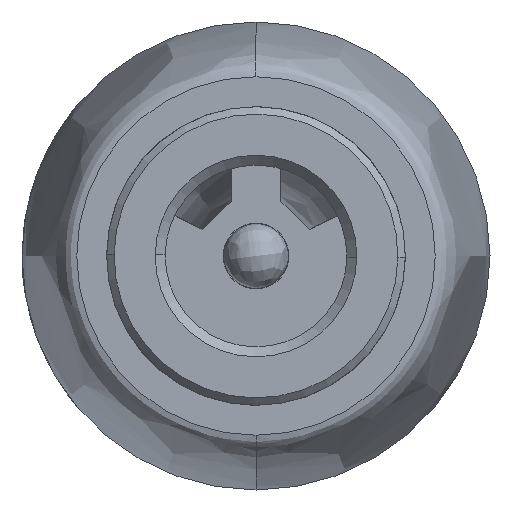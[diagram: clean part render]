
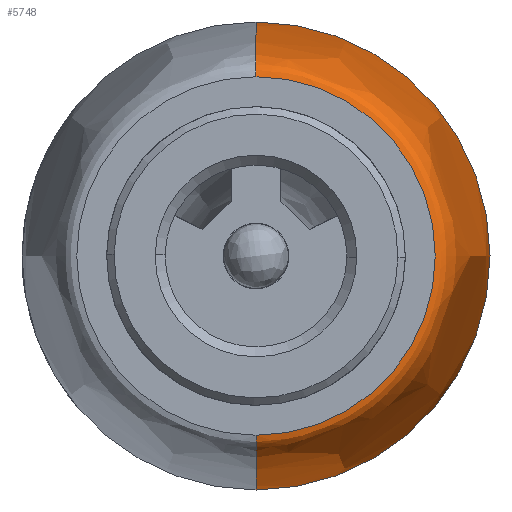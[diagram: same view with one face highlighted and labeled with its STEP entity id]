
A CAD part, left-side view. The second image highlights one B-rep face of the part: STEP entity #5748.
In plain terms, the highlighted free-form (B-spline) face has degree [3, 3] with [4, 4] control points.
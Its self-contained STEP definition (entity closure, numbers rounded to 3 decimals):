
#212 = CARTESIAN_POINT ( 'NONE',  ( 7., -4.558, 0. ) ) ;
#630 = CARTESIAN_POINT ( 'NONE',  ( 7., 3.6, -7.2 ) ) ;
#685 = CARTESIAN_POINT ( 'NONE',  ( 7., -4.558, 0. ) ) ;
#708 = CARTESIAN_POINT ( 'NONE',  ( -1.254, 4.7, 0. ) ) ;
#783 = ORIENTED_EDGE ( 'NONE', *, *, #16230, .F. ) ;
#1353 = EDGE_CURVE ( 'NONE', #13495, #7966, #17120, .T. ) ;
#1377 = EDGE_LOOP ( 'NONE', ( #15890, #15143, #11801, #783, #14214 ) ) ;
#3108 = FACE_OUTER_BOUND ( 'NONE', #1377, .T. ) ;
#3168 = CARTESIAN_POINT ( 'NONE',  ( 7., -3.6, 0. ) ) ;
#3322 = VERTEX_POINT ( 'NONE', #16313 ) ;
#3464 = CARTESIAN_POINT ( 'NONE',  ( 0.926, 4.7, -9.4 ) ) ;
#4434 = AXIS2_PLACEMENT_3D ( 'NONE', #4994, #6299, #14616 ) ;
#4840 = CARTESIAN_POINT ( 'NONE',  ( 7., 3.6, 0. ) ) ;
#4902 = CARTESIAN_POINT ( 'NONE',  ( 0.926, -4.7, -9.4 ) ) ;
#4994 = CARTESIAN_POINT ( 'NONE',  ( -1.254, 0., 0. ) ) ;
#5621 = CARTESIAN_POINT ( 'NONE',  ( -1.254, 0., -4.7 ) ) ;
#5748 = ADVANCED_FACE ( 'NONE', ( #3108 ), #17548, .F. ) ;
#6126 = CARTESIAN_POINT ( 'NONE',  ( 7., 3.6, 0. ) ) ;
#6291 = CARTESIAN_POINT ( 'NONE',  ( 7., 4.558, 0. ) ) ;
#6299 = DIRECTION ( 'NONE',  ( -1., 0., 0. ) ) ;
#6722 = DIRECTION ( 'NONE',  ( 0., 0., 1. ) ) ;
#7236 = CARTESIAN_POINT ( 'NONE',  ( 0.926, -4.7, 0. ) ) ;
#7589 = CARTESIAN_POINT ( 'NONE',  ( 7., 4.558, 0. ) ) ;
#7657 = CARTESIAN_POINT ( 'NONE',  ( -1.254, 4.7, -9.4 ) ) ;
#7850 = DIRECTION ( 'NONE',  ( -1., 0., 0. ) ) ;
#7966 = VERTEX_POINT ( 'NONE', #17964 ) ;
#8821 = VERTEX_POINT ( 'NONE', #13902 ) ;
#8926 = CIRCLE ( 'NONE', #17240, 4.7 ) ;
#8965 = CARTESIAN_POINT ( 'NONE',  ( 7., -4.558, -9.117 ) ) ;
#9026 = CARTESIAN_POINT ( 'NONE',  ( -1.254, -4.7, 0. ) ) ;
#10293 = CARTESIAN_POINT ( 'NONE',  ( 7., -3.6, -7.2 ) ) ;
#10443 = EDGE_CURVE ( 'NONE', #17262, #7966, #13550, .T. ) ;
#11296 = CARTESIAN_POINT ( 'NONE',  ( -1.254, -4.7, 0. ) ) ;
#11765 = CARTESIAN_POINT ( 'NONE',  ( 0.926, 4.7, 0. ) ) ;
#11801 = ORIENTED_EDGE ( 'NONE', *, *, #1353, .F. ) ;
#12279 = CARTESIAN_POINT ( 'NONE',  ( 7., 0., 0. ) ) ;
#12459 = DIRECTION ( 'NONE',  ( -1., 0., 0. ) ) ;
#12926 = CARTESIAN_POINT ( 'NONE',  ( 0.926, 4.7, 0. ) ) ;
#13010 = B_SPLINE_CURVE_WITH_KNOTS ( 'NONE', 3,
 ( #6126, #6291, #12926, #708 ),
 .UNSPECIFIED., .F., .F.,
 ( 4, 4 ),
 ( 0., 1. ),
 .UNSPECIFIED. ) ;
#13106 = EDGE_CURVE ( 'NONE', #3322, #8821, #13010, .T. ) ;
#13495 = VERTEX_POINT ( 'NONE', #5621 ) ;
#13550 = B_SPLINE_CURVE_WITH_KNOTS ( 'NONE', 3,
 ( #3168, #212, #7236, #11296 ),
 .UNSPECIFIED., .F., .F.,
 ( 4, 4 ),
 ( 0., 1. ),
 .UNSPECIFIED. ) ;
#13855 = EDGE_CURVE ( 'NONE', #3322, #17262, #14520, .T. ) ;
#13902 = CARTESIAN_POINT ( 'NONE',  ( -1.254, 4.7, 0. ) ) ;
#14214 = ORIENTED_EDGE ( 'NONE', *, *, #13106, .F. ) ;
#14471 = CARTESIAN_POINT ( 'NONE',  ( 7., -3.6, 0. ) ) ;
#14520 = CIRCLE ( 'NONE', #16050, 3.6 ) ;
#14529 = CARTESIAN_POINT ( 'NONE',  ( 0.926, -4.7, 0. ) ) ;
#14616 = DIRECTION ( 'NONE',  ( 0., 0., 1. ) ) ;
#15143 = ORIENTED_EDGE ( 'NONE', *, *, #10443, .T. ) ;
#15766 = CARTESIAN_POINT ( 'NONE',  ( 7., -3.6, 0. ) ) ;
#15890 = ORIENTED_EDGE ( 'NONE', *, *, #13855, .T. ) ;
#15933 = CARTESIAN_POINT ( 'NONE',  ( -1.254, 4.7, 0. ) ) ;
#16050 = AXIS2_PLACEMENT_3D ( 'NONE', #12279, #12459, #6722 ) ;
#16230 = EDGE_CURVE ( 'NONE', #8821, #13495, #8926, .T. ) ;
#16313 = CARTESIAN_POINT ( 'NONE',  ( 7., 3.6, 0. ) ) ;
#17120 = CIRCLE ( 'NONE', #4434, 4.7 ) ;
#17240 = AXIS2_PLACEMENT_3D ( 'NONE', #17667, #7850, #17547 ) ;
#17262 = VERTEX_POINT ( 'NONE', #15766 ) ;
#17283 = CARTESIAN_POINT ( 'NONE',  ( 7., 4.558, -9.117 ) ) ;
#17336 = CARTESIAN_POINT ( 'NONE',  ( -1.254, -4.7, -9.4 ) ) ;
#17547 = DIRECTION ( 'NONE',  ( 0., 0., 1. ) ) ;
#17548 =( BOUNDED_SURFACE ( )  B_SPLINE_SURFACE ( 3, 3, ( 
 ( #4840, #630, #10293, #14471 ),
 ( #7589, #17283, #8965, #685 ),
 ( #11765, #3464, #4902, #14529 ),
 ( #15933, #7657, #17336, #9026 ) ),
 .UNSPECIFIED., .F., .F., .F. ) 
 B_SPLINE_SURFACE_WITH_KNOTS ( ( 4, 4 ),
 ( 4, 4 ),
 ( 0., 1. ),
 ( 0., 1. ),
 .UNSPECIFIED. ) 
 GEOMETRIC_REPRESENTATION_ITEM ( )  RATIONAL_B_SPLINE_SURFACE ( (
 ( 1., 0.333, 0.333, 1.),
 ( 1., 0.333, 0.333, 1.),
 ( 1., 0.333, 0.333, 1.),
 ( 1., 0.333, 0.333, 1.) ) ) 
 REPRESENTATION_ITEM ( '' )  SURFACE ( )  );
#17667 = CARTESIAN_POINT ( 'NONE',  ( -1.254, 0., 0. ) ) ;
#17964 = CARTESIAN_POINT ( 'NONE',  ( -1.254, -4.7, 0. ) ) ;
